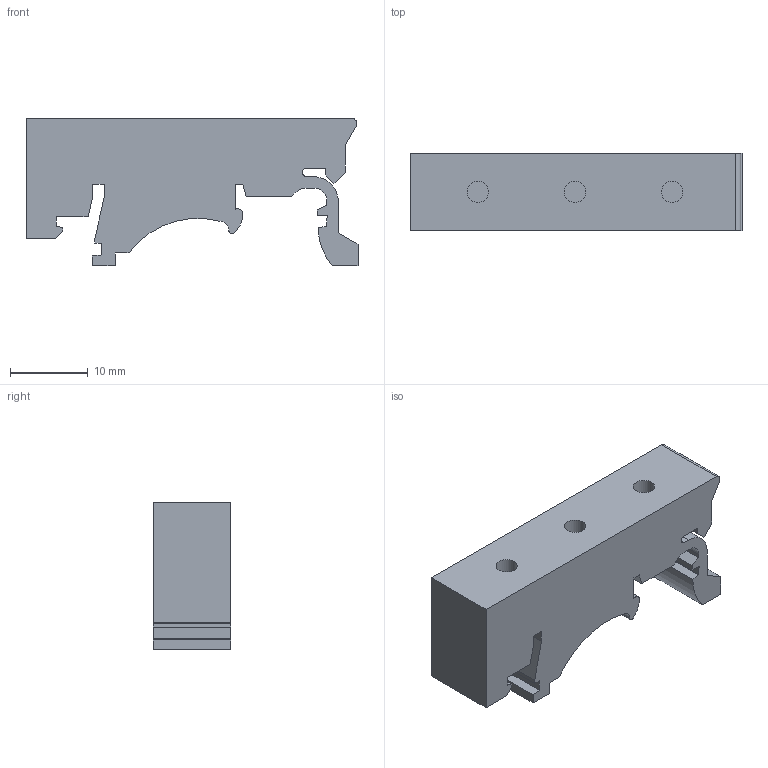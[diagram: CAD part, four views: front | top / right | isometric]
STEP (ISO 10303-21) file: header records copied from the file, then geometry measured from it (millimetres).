
FILE_DESCRIPTION(('FreeCAD Model'),'2;1');
FILE_NAME('DINRailAdapter_3xM3_PhoenixContact_1201578.step' ,'2018-12-23T11:08:20',('kicad StepUp'),('ksu MCAD'), 'Open CASCADE STEP processor 7.3','FreeCAD','Unknown');
FILE_SCHEMA(('AUTOMOTIVE_DESIGN { 1 0 10303 214 1 1 1 1 }'));
Length unit declared in the file: millimetre
Products named in the file (1): DINRailAdapter_3xM3_PhoenixContact_1201578
Bounding box: 42.75 x 10 x 19.01 mm (x, y, z)
Surface area: 3074.7 mm2 (no closed solid volume)
Topology: 0 solids, 1 shells, 63 faces, 174 edges, 116 vertices
Faces by surface type: plane 49, cylinder 14
Full cylindrical faces by diameter (mm): 2.75 x3
Entity records: 1540 total; most frequent: ORIENTED_EDGE 324, CARTESIAN_POINT 223, EDGE_CURVE 174, LINE 143, VERTEX_POINT 116, AXIS2_PLACEMENT_3D 92, FACE_BOUND 66, EDGE_LOOP 66
